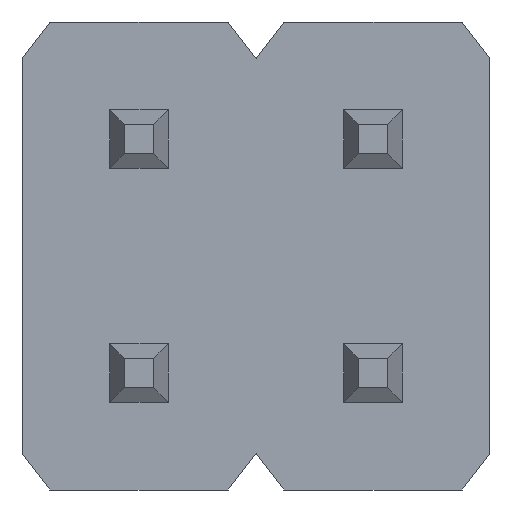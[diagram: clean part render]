
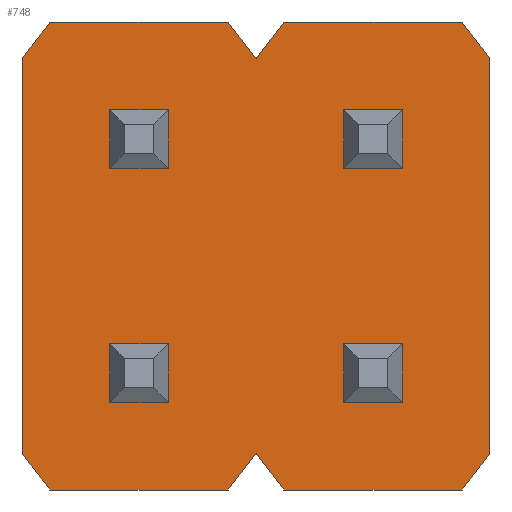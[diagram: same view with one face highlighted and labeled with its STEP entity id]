
A CAD part, front view. The second image highlights one B-rep face of the part: STEP entity #748.
In plain terms, the highlighted planar face has unit normal (0, -1, 0).
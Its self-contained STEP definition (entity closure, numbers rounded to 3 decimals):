
#528=EDGE_CURVE('',#928,#1020,#1520,.T.);
#552=EDGE_CURVE('',#660,#1316,#1546,.T.);
#576=VERTEX_POINT('',#1573);
#590=VERTEX_POINT('',#1588);
#594=VERTEX_POINT('',#1592);
#622=VERTEX_POINT('',#1622);
#628=VERTEX_POINT('',#1629);
#642=VERTEX_POINT('',#1643);
#658=VERTEX_POINT('',#1662);
#660=VERTEX_POINT('',#1664);
#662=EDGE_CURVE('',#1020,#838,#1666,.T.);
#684=VERTEX_POINT('',#1690);
#732=VERTEX_POINT('',#1740);
#748=ADVANCED_FACE('',(#1756,#1757,#1758,#1759,#1760),#1761,.T.);
#774=EDGE_CURVE('',#1146,#622,#1789,.T.);
#778=EDGE_CURVE('',#1062,#1306,#1793,.T.);
#814=EDGE_CURVE('',#1042,#732,#1835,.T.);
#818=EDGE_CURVE('',#822,#1066,#1840,.T.);
#822=VERTEX_POINT('',#1844);
#824=EDGE_CURVE('',#628,#658,#1846,.T.);
#828=EDGE_CURVE('',#1316,#628,#1850,.T.);
#830=VERTEX_POINT('',#1852);
#838=VERTEX_POINT('',#1860);
#874=VERTEX_POINT('',#1902);
#880=EDGE_CURVE('',#1026,#684,#1908,.T.);
#894=EDGE_CURVE('',#830,#1062,#1923,.T.);
#928=VERTEX_POINT('',#1961);
#930=EDGE_CURVE('',#658,#660,#1963,.T.);
#936=VERTEX_POINT('',#1969);
#952=EDGE_CURVE('',#936,#1330,#1988,.T.);
#966=EDGE_CURVE('',#1330,#1114,#2004,.T.);
#970=EDGE_CURVE('',#732,#1256,#2008,.T.);
#984=EDGE_CURVE('',#594,#928,#2022,.T.);
#1012=VERTEX_POINT('',#2055);
#1016=EDGE_CURVE('',#1114,#576,#2059,.T.);
#1018=EDGE_CURVE('',#1012,#1042,#2061,.T.);
#1020=VERTEX_POINT('',#2063);
#1026=VERTEX_POINT('',#2070);
#1030=EDGE_CURVE('',#590,#936,#2074,.T.);
#1042=VERTEX_POINT('',#2088);
#1062=VERTEX_POINT('',#2109);
#1066=VERTEX_POINT('',#2113);
#1070=EDGE_CURVE('',#1256,#1146,#2117,.T.);
#1074=EDGE_CURVE('',#1416,#1012,#2122,.T.);
#1114=VERTEX_POINT('',#2168);
#1118=EDGE_CURVE('',#838,#594,#2172,.T.);
#1136=EDGE_CURVE('',#622,#590,#2191,.T.);
#1146=VERTEX_POINT('',#2202);
#1248=VERTEX_POINT('',#2322);
#1252=EDGE_CURVE('',#576,#1248,#2326,.T.);
#1256=VERTEX_POINT('',#2331);
#1304=EDGE_CURVE('',#1066,#1026,#2387,.T.);
#1306=VERTEX_POINT('',#2389);
#1316=VERTEX_POINT('',#2399);
#1330=VERTEX_POINT('',#2414);
#1366=EDGE_CURVE('',#1248,#642,#2455,.T.);
#1396=EDGE_CURVE('',#1306,#874,#2487,.T.);
#1398=EDGE_CURVE('',#874,#830,#2489,.T.);
#1408=EDGE_CURVE('',#684,#822,#2499,.T.);
#1416=VERTEX_POINT('',#2508);
#1430=EDGE_CURVE('',#642,#1416,#2523,.T.);
#1520=LINE('',#2618,#2619);
#1546=LINE('',#2662,#2663);
#1573=CARTESIAN_POINT('',(2.54,-2.5,2.147));
#1588=CARTESIAN_POINT('',(-0.304,-2.5,2.54));
#1592=CARTESIAN_POINT('',(-0.95,-2.5,0.95));
#1622=CARTESIAN_POINT('',(-2.236,-2.5,2.54));
#1629=CARTESIAN_POINT('',(1.59,-2.5,1.59));
#1643=CARTESIAN_POINT('',(2.236,-2.5,-2.54));
#1662=CARTESIAN_POINT('',(1.59,-2.5,0.95));
#1664=CARTESIAN_POINT('',(0.95,-2.5,0.95));
#1666=LINE('',#2834,#2835);
#1690=CARTESIAN_POINT('',(0.95,-2.5,-0.95));
#1740=CARTESIAN_POINT('',(-2.236,-2.5,-2.54));
#1756=FACE_BOUND('',#2973,.T.);
#1757=FACE_BOUND('',#2974,.T.);
#1758=FACE_BOUND('',#2975,.T.);
#1759=FACE_BOUND('',#2976,.T.);
#1760=FACE_OUTER_BOUND('',#2977,.T.);
#1761=PLANE('',#2978);
#1789=LINE('',#3019,#3020);
#1793=LINE('',#3025,#3026);
#1835=LINE('',#3083,#3084);
#1840=LINE('',#3090,#3091);
#1844=CARTESIAN_POINT('',(1.59,-2.5,-0.95));
#1846=LINE('',#3098,#3099);
#1850=LINE('',#3104,#3105);
#1852=CARTESIAN_POINT('',(-1.59,-2.5,-1.59));
#1860=CARTESIAN_POINT('',(-0.95,-2.5,1.59));
#1902=CARTESIAN_POINT('',(-0.95,-2.5,-1.59));
#1908=LINE('',#3182,#3183);
#1923=LINE('',#3205,#3206);
#1961=CARTESIAN_POINT('',(-1.59,-2.5,0.95));
#1963=LINE('',#3259,#3260);
#1969=CARTESIAN_POINT('',(0.0,-2.5,2.147));
#1988=LINE('',#3290,#3291);
#2004=LINE('',#3314,#3315);
#2008=LINE('',#3322,#3323);
#2022=LINE('',#3342,#3343);
#2055=CARTESIAN_POINT('',(0.0,-2.5,-2.147));
#2059=LINE('',#3395,#3396);
#2061=LINE('',#3399,#3400);
#2063=CARTESIAN_POINT('',(-1.59,-2.5,1.59));
#2070=CARTESIAN_POINT('',(0.95,-2.5,-1.59));
#2074=LINE('',#3416,#3417);
#2088=CARTESIAN_POINT('',(-0.304,-2.5,-2.54));
#2109=CARTESIAN_POINT('',(-1.59,-2.5,-0.95));
#2113=CARTESIAN_POINT('',(1.59,-2.5,-1.59));
#2117=LINE('',#3473,#3474);
#2122=LINE('',#3480,#3481);
#2168=CARTESIAN_POINT('',(2.236,-2.5,2.54));
#2172=LINE('',#3548,#3549);
#2191=LINE('',#3579,#3580);
#2202=CARTESIAN_POINT('',(-2.54,-2.5,2.147));
#2322=CARTESIAN_POINT('',(2.54,-2.5,-2.147));
#2326=LINE('',#3772,#3773);
#2331=CARTESIAN_POINT('',(-2.54,-2.5,-2.147));
#2387=LINE('',#3857,#3858);
#2389=CARTESIAN_POINT('',(-0.95,-2.5,-0.95));
#2399=CARTESIAN_POINT('',(0.95,-2.5,1.59));
#2414=CARTESIAN_POINT('',(0.304,-2.5,2.54));
#2455=LINE('',#3949,#3950);
#2487=LINE('',#3997,#3998);
#2489=LINE('',#4001,#4002);
#2499=LINE('',#4021,#4022);
#2508=CARTESIAN_POINT('',(0.304,-2.5,-2.54));
#2523=LINE('',#4057,#4058);
#2618=CARTESIAN_POINT('',(-1.59,-2.5,0.635));
#2619=VECTOR('',#4171,1.0);
#2662=CARTESIAN_POINT('',(0.95,-2.5,0.635));
#2663=VECTOR('',#4196,1.0);
#2834=CARTESIAN_POINT('',(-1.43,-2.5,1.59));
#2835=VECTOR('',#4309,1.0);
#2973=EDGE_LOOP('',(#4368,#4369,#4370,#4371));
#2974=EDGE_LOOP('',(#4372,#4373,#4374,#4375));
#2975=EDGE_LOOP('',(#4376,#4377,#4378,#4379));
#2976=EDGE_LOOP('',(#4380,#4381,#4382,#4383));
#2977=EDGE_LOOP('',(#4384,#4385,#4386,#4387,#4388,#4389,#4390,#4391,#4392,#4393,#4394,#4395,#4396,#4397));
#2978=AXIS2_PLACEMENT_3D('',#4398,#4399,#4400);
#3019=CARTESIAN_POINT('',(-2.236,-2.5,2.54));
#3020=VECTOR('',#4423,1.0);
#3025=CARTESIAN_POINT('',(-1.43,-2.5,-0.95));
#3026=VECTOR('',#4424,1.0);
#3083=CARTESIAN_POINT('',(-0.304,-2.5,-2.54));
#3084=VECTOR('',#4481,1.0);
#3090=CARTESIAN_POINT('',(1.59,-2.5,-0.635));
#3091=VECTOR('',#4490,1.0);
#3098=CARTESIAN_POINT('',(1.59,-2.5,0.635));
#3099=VECTOR('',#4491,1.0);
#3104=CARTESIAN_POINT('',(-0.16,-2.5,1.59));
#3105=VECTOR('',#4492,1.0);
#3182=CARTESIAN_POINT('',(0.95,-2.5,-0.635));
#3183=VECTOR('',#4559,1.0);
#3205=CARTESIAN_POINT('',(-1.59,-2.5,-0.635));
#3206=VECTOR('',#4571,1.0);
#3259=CARTESIAN_POINT('',(-0.16,-2.5,0.95));
#3260=VECTOR('',#4610,1.0);
#3290=CARTESIAN_POINT('',(0.304,-2.5,2.54));
#3291=VECTOR('',#4637,1.0);
#3314=CARTESIAN_POINT('',(2.236,-2.5,2.54));
#3315=VECTOR('',#4657,1.0);
#3322=CARTESIAN_POINT('',(-2.236,-2.5,-2.54));
#3323=VECTOR('',#4659,1.0);
#3342=CARTESIAN_POINT('',(-1.43,-2.5,0.95));
#3343=VECTOR('',#4662,1.0);
#3395=CARTESIAN_POINT('',(2.236,-2.5,2.54));
#3396=VECTOR('',#4710,1.0);
#3399=CARTESIAN_POINT('',(-0.304,-2.5,-2.54));
#3400=VECTOR('',#4711,1.0);
#3416=CARTESIAN_POINT('',(-0.304,-2.5,2.54));
#3417=VECTOR('',#4721,1.0);
#3473=CARTESIAN_POINT('',(-2.54,-2.5,2.147));
#3474=VECTOR('',#4753,1.0);
#3480=CARTESIAN_POINT('',(0.304,-2.5,-2.54));
#3481=VECTOR('',#4762,1.0);
#3548=CARTESIAN_POINT('',(-0.95,-2.5,0.635));
#3549=VECTOR('',#4820,1.0);
#3579=CARTESIAN_POINT('',(-0.304,-2.5,2.54));
#3580=VECTOR('',#4834,1.0);
#3772=CARTESIAN_POINT('',(2.54,-2.5,-2.147));
#3773=VECTOR('',#5007,1.0);
#3857=CARTESIAN_POINT('',(-0.16,-2.5,-1.59));
#3858=VECTOR('',#5093,1.0);
#3949=CARTESIAN_POINT('',(2.236,-2.5,-2.54));
#3950=VECTOR('',#5155,1.0);
#3997=CARTESIAN_POINT('',(-0.95,-2.5,-0.635));
#3998=VECTOR('',#5180,1.0);
#4001=CARTESIAN_POINT('',(-1.43,-2.5,-1.59));
#4002=VECTOR('',#5181,1.0);
#4021=CARTESIAN_POINT('',(-0.16,-2.5,-0.95));
#4022=VECTOR('',#5186,1.0);
#4057=CARTESIAN_POINT('',(2.236,-2.5,-2.54));
#4058=VECTOR('',#5208,1.0);
#4171=DIRECTION('',(0.0,0.,1.0));
#4196=DIRECTION('',(0.0,0.,1.0));
#4309=DIRECTION('',(1.0,0.,0.));
#4368=ORIENTED_EDGE('',*,*,#552,.T.);
#4369=ORIENTED_EDGE('',*,*,#828,.T.);
#4370=ORIENTED_EDGE('',*,*,#824,.T.);
#4371=ORIENTED_EDGE('',*,*,#930,.T.);
#4372=ORIENTED_EDGE('',*,*,#528,.T.);
#4373=ORIENTED_EDGE('',*,*,#662,.T.);
#4374=ORIENTED_EDGE('',*,*,#1118,.T.);
#4375=ORIENTED_EDGE('',*,*,#984,.T.);
#4376=ORIENTED_EDGE('',*,*,#880,.T.);
#4377=ORIENTED_EDGE('',*,*,#1408,.T.);
#4378=ORIENTED_EDGE('',*,*,#818,.T.);
#4379=ORIENTED_EDGE('',*,*,#1304,.T.);
#4380=ORIENTED_EDGE('',*,*,#894,.T.);
#4381=ORIENTED_EDGE('',*,*,#778,.T.);
#4382=ORIENTED_EDGE('',*,*,#1396,.T.);
#4383=ORIENTED_EDGE('',*,*,#1398,.T.);
#4384=ORIENTED_EDGE('',*,*,#1030,.F.);
#4385=ORIENTED_EDGE('',*,*,#1136,.F.);
#4386=ORIENTED_EDGE('',*,*,#774,.F.);
#4387=ORIENTED_EDGE('',*,*,#1070,.F.);
#4388=ORIENTED_EDGE('',*,*,#970,.F.);
#4389=ORIENTED_EDGE('',*,*,#814,.F.);
#4390=ORIENTED_EDGE('',*,*,#1018,.F.);
#4391=ORIENTED_EDGE('',*,*,#1074,.F.);
#4392=ORIENTED_EDGE('',*,*,#1430,.F.);
#4393=ORIENTED_EDGE('',*,*,#1366,.F.);
#4394=ORIENTED_EDGE('',*,*,#1252,.F.);
#4395=ORIENTED_EDGE('',*,*,#1016,.F.);
#4396=ORIENTED_EDGE('',*,*,#966,.F.);
#4397=ORIENTED_EDGE('',*,*,#952,.F.);
#4398=CARTESIAN_POINT('',(-1.27,-2.5,0.));
#4399=DIRECTION('',(0.0,-1.0,0.));
#4400=DIRECTION('',(1.0,0.0,0.0));
#4423=DIRECTION('',(0.611,0.,0.792));
#4424=DIRECTION('',(1.0,0.,0.));
#4481=DIRECTION('',(-1.0,0.0,0.0));
#4490=DIRECTION('',(0.0,0.,-1.0));
#4491=DIRECTION('',(0.0,0.,-1.0));
#4492=DIRECTION('',(1.0,0.,0.));
#4559=DIRECTION('',(0.0,0.,1.0));
#4571=DIRECTION('',(0.0,0.,1.0));
#4610=DIRECTION('',(-1.0,0.0,0.0));
#4637=DIRECTION('',(0.611,0.,0.792));
#4657=DIRECTION('',(1.0,0.0,0.0));
#4659=DIRECTION('',(-0.611,0.,0.792));
#4662=DIRECTION('',(-1.0,0.0,0.0));
#4710=DIRECTION('',(0.611,0.,-0.792));
#4711=DIRECTION('',(-0.611,0.,-0.792));
#4721=DIRECTION('',(0.611,0.,-0.792));
#4753=DIRECTION('',(0.0,0.,1.0));
#4762=DIRECTION('',(-0.611,0.,0.792));
#4820=DIRECTION('',(0.0,0.,-1.0));
#4834=DIRECTION('',(1.0,0.0,0.0));
#5007=DIRECTION('',(-0.0,0.,-1.0));
#5093=DIRECTION('',(-1.0,0.0,0.0));
#5155=DIRECTION('',(-0.611,0.,-0.792));
#5180=DIRECTION('',(0.0,0.,-1.0));
#5181=DIRECTION('',(-1.0,0.0,0.0));
#5186=DIRECTION('',(1.0,0.,0.));
#5208=DIRECTION('',(-1.0,0.0,0.0));
